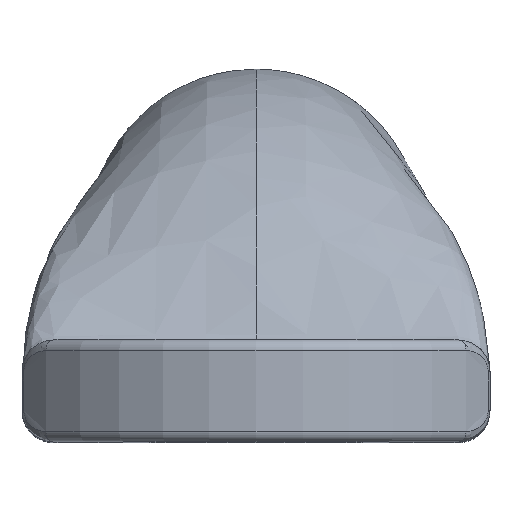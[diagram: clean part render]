
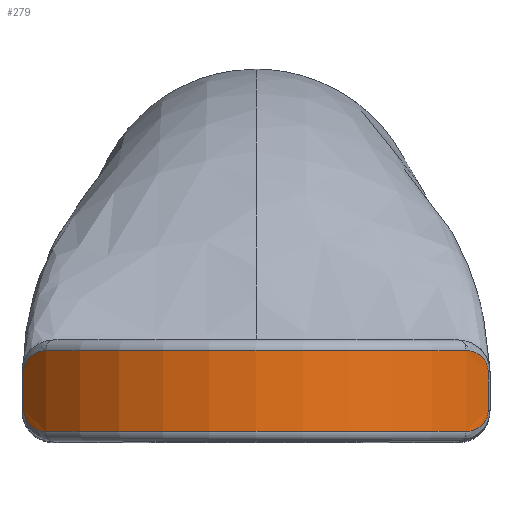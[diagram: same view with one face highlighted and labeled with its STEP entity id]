
A CAD part, top view. The second image highlights one B-rep face of the part: STEP entity #279.
In plain terms, the highlighted cylindrical face has radius 13.083 mm (diameter 26.167 mm), a partial arc.
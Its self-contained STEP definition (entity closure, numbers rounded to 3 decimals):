
#13 = ORIENTED_EDGE ( 'NONE', *, *, #8780, .T. ) ;
#46 = DIRECTION ( 'NONE',  ( -1., 0., 0. ) ) ;
#142 = VERTEX_POINT ( 'NONE', #6469 ) ;
#171 = VERTEX_POINT ( 'NONE', #9629 ) ;
#279 = ADVANCED_FACE ( 'NONE', ( #736 ), #5108, .T. ) ;
#369 = CARTESIAN_POINT ( 'NONE',  ( 10.917, -0.001, 19.127 ) ) ;
#535 = DIRECTION ( 'NONE',  ( 0., -1., 0. ) ) ;
#559 = CARTESIAN_POINT ( 'NONE',  ( -9.877, 4.3, 20.496 ) ) ;
#736 = FACE_OUTER_BOUND ( 'NONE', #3497, .T. ) ;
#750 = DIRECTION ( 'NONE',  ( 1., 0., 0. ) ) ;
#751 = CARTESIAN_POINT ( 'NONE',  ( 10.628, 0.798, 19.548 ) ) ;
#794 = EDGE_CURVE ( 'NONE', #3743, #9730, #4497, .T. ) ;
#796 = EDGE_CURVE ( 'NONE', #2126, #1281, #4981, .T. ) ;
#1253 = DIRECTION ( 'NONE',  ( 0., 1., 0. ) ) ;
#1273 = CARTESIAN_POINT ( 'NONE',  ( -10.329, 0.592, 19.949 ) ) ;
#1281 = VERTEX_POINT ( 'NONE', #4164 ) ;
#1283 = CARTESIAN_POINT ( 'NONE',  ( -10.917, 3.3, 19.127 ) ) ;
#1409 = CARTESIAN_POINT ( 'NONE',  ( -10.11, 0.519, 20.223 ) ) ;
#1499 = DIRECTION ( 'NONE',  ( 0., 1., 0. ) ) ;
#1605 = CARTESIAN_POINT ( 'NONE',  ( 10.904, 3.481, 19.147 ) ) ;
#1612 = ORIENTED_EDGE ( 'NONE', *, *, #6308, .T. ) ;
#1622 = CARTESIAN_POINT ( 'NONE',  ( 10.329, 4.208, 19.949 ) ) ;
#1710 = CARTESIAN_POINT ( 'NONE',  ( -10.628, 4.002, 19.548 ) ) ;
#1911 = CARTESIAN_POINT ( 'NONE',  ( -9.877, 0.5, 20.496 ) ) ;
#2126 = VERTEX_POINT ( 'NONE', #1911 ) ;
#2134 = CARTESIAN_POINT ( 'NONE',  ( -9.996, 0.5, 20.36 ) ) ;
#2280 = CARTESIAN_POINT ( 'NONE',  ( -9.877, 0.5, 20.496 ) ) ;
#2419 = VECTOR ( 'NONE', #1253, 1000. ) ;
#2424 = ORIENTED_EDGE ( 'NONE', *, *, #8075, .T. ) ;
#2512 = CARTESIAN_POINT ( 'NONE',  ( -10.33, 4.207, 19.948 ) ) ;
#2758 = CARTESIAN_POINT ( 'NONE',  ( -10.719, 0.894, 19.42 ) ) ;
#2797 = CARTESIAN_POINT ( 'NONE',  ( -10.904, 1.319, 19.147 ) ) ;
#2864 = CARTESIAN_POINT ( 'NONE',  ( 10.628, 4.002, 19.548 ) ) ;
#2979 = DIRECTION ( 'NONE',  ( 0., -1., 0. ) ) ;
#3052 = CARTESIAN_POINT ( 'NONE',  ( 10.33, 0.593, 19.948 ) ) ;
#3177 = B_SPLINE_CURVE_WITH_KNOTS ( 'NONE', 3,
 ( #5295, #4555, #1605, #5616, #9301, #9015, #2864, #6758, #1622, #9765, #6331, #4005 ),
 .UNSPECIFIED., .F., .F.,
 ( 4, 2, 2, 2, 2, 4 ),
 ( 0., 0., 0.001, 0.001, 0.002, 0.002 ),
 .UNSPECIFIED. ) ;
#3291 = CARTESIAN_POINT ( 'NONE',  ( -10.11, 4.281, 20.223 ) ) ;
#3367 = VERTEX_POINT ( 'NONE', #559 ) ;
#3402 = CARTESIAN_POINT ( 'NONE',  ( -9.996, 4.3, 20.36 ) ) ;
#3497 = EDGE_LOOP ( 'NONE', ( #7574, #7675, #3741, #4059, #13, #1612, #6161, #2424 ) ) ;
#3569 = CARTESIAN_POINT ( 'NONE',  ( -10.435, 0.647, 19.811 ) ) ;
#3637 = AXIS2_PLACEMENT_3D ( 'NONE', #3695, #2979, #750 ) ;
#3695 = CARTESIAN_POINT ( 'NONE',  ( 0., 4.3, 11.917 ) ) ;
#3741 = ORIENTED_EDGE ( 'NONE', *, *, #796, .T. ) ;
#3743 = VERTEX_POINT ( 'NONE', #1283 ) ;
#4005 = CARTESIAN_POINT ( 'NONE',  ( 9.877, 4.3, 20.496 ) ) ;
#4059 = ORIENTED_EDGE ( 'NONE', *, *, #8518, .T. ) ;
#4114 = CARTESIAN_POINT ( 'NONE',  ( -10.858, 3.642, 19.215 ) ) ;
#4164 = CARTESIAN_POINT ( 'NONE',  ( 9.877, 0.5, 20.496 ) ) ;
#4490 = LINE ( 'NONE', #369, #2419 ) ;
#4497 = LINE ( 'NONE', #7494, #6785 ) ;
#4555 = CARTESIAN_POINT ( 'NONE',  ( 10.917, 3.392, 19.127 ) ) ;
#4591 = CARTESIAN_POINT ( 'NONE',  ( 10.11, 0.519, 20.223 ) ) ;
#4628 = CARTESIAN_POINT ( 'NONE',  ( 10.904, 1.319, 19.147 ) ) ;
#4664 = CARTESIAN_POINT ( 'NONE',  ( 10.827, 1.085, 19.262 ) ) ;
#4818 = CIRCLE ( 'NONE', #3637, 13.083 ) ;
#4928 = CARTESIAN_POINT ( 'NONE',  ( -10.904, 3.481, 19.147 ) ) ;
#4967 = AXIS2_PLACEMENT_3D ( 'NONE', #8509, #1499, #6953 ) ;
#4981 = CIRCLE ( 'NONE', #7695, 13.083 ) ;
#5057 = CARTESIAN_POINT ( 'NONE',  ( 0., 0.5, 11.917 ) ) ;
#5108 = CYLINDRICAL_SURFACE ( 'NONE', #4967, 13.083 ) ;
#5295 = CARTESIAN_POINT ( 'NONE',  ( 10.917, 3.3, 19.127 ) ) ;
#5330 = CARTESIAN_POINT ( 'NONE',  ( 10.917, 1.5, 19.127 ) ) ;
#5332 = B_SPLINE_CURVE_WITH_KNOTS ( 'NONE', 3,
 ( #9121, #8543, #4591, #3052, #10033, #751, #6847, #4664, #6988, #4628, #7638, #9970 ),
 .UNSPECIFIED., .F., .F.,
 ( 4, 2, 2, 2, 2, 4 ),
 ( 0., 0.001, 0.001, 0.002, 0.002, 0.002 ),
 .UNSPECIFIED. ) ;
#5616 = CARTESIAN_POINT ( 'NONE',  ( 10.858, 3.642, 19.215 ) ) ;
#5842 = CARTESIAN_POINT ( 'NONE',  ( -10.827, 1.086, 19.262 ) ) ;
#5907 = CARTESIAN_POINT ( 'NONE',  ( -10.858, 1.158, 19.215 ) ) ;
#6112 = EDGE_CURVE ( 'NONE', #171, #3367, #4818, .T. ) ;
#6161 = ORIENTED_EDGE ( 'NONE', *, *, #6112, .T. ) ;
#6260 = VERTEX_POINT ( 'NONE', #5330 ) ;
#6308 = EDGE_CURVE ( 'NONE', #142, #171, #3177, .T. ) ;
#6331 = CARTESIAN_POINT ( 'NONE',  ( 9.996, 4.3, 20.36 ) ) ;
#6338 = CARTESIAN_POINT ( 'NONE',  ( -10.827, 3.715, 19.262 ) ) ;
#6469 = CARTESIAN_POINT ( 'NONE',  ( 10.917, 3.3, 19.127 ) ) ;
#6758 = CARTESIAN_POINT ( 'NONE',  ( 10.435, 4.153, 19.811 ) ) ;
#6785 = VECTOR ( 'NONE', #535, 1000. ) ;
#6847 = CARTESIAN_POINT ( 'NONE',  ( 10.719, 0.894, 19.42 ) ) ;
#6953 = DIRECTION ( 'NONE',  ( -1., 0., 0. ) ) ;
#6988 = CARTESIAN_POINT ( 'NONE',  ( 10.858, 1.158, 19.215 ) ) ;
#7166 = CARTESIAN_POINT ( 'NONE',  ( -10.719, 3.906, 19.42 ) ) ;
#7439 = CARTESIAN_POINT ( 'NONE',  ( -10.917, 1.408, 19.127 ) ) ;
#7494 = CARTESIAN_POINT ( 'NONE',  ( -10.917, -0.001, 19.127 ) ) ;
#7574 = ORIENTED_EDGE ( 'NONE', *, *, #794, .T. ) ;
#7638 = CARTESIAN_POINT ( 'NONE',  ( 10.917, 1.408, 19.127 ) ) ;
#7675 = ORIENTED_EDGE ( 'NONE', *, *, #9110, .T. ) ;
#7695 = AXIS2_PLACEMENT_3D ( 'NONE', #5057, #8913, #46 ) ;
#7908 = CARTESIAN_POINT ( 'NONE',  ( -10.917, 3.392, 19.127 ) ) ;
#8075 = EDGE_CURVE ( 'NONE', #3367, #3743, #9154, .T. ) ;
#8184 = CARTESIAN_POINT ( 'NONE',  ( -10.628, 0.798, 19.548 ) ) ;
#8509 = CARTESIAN_POINT ( 'NONE',  ( 0., -0.001, 11.917 ) ) ;
#8518 = EDGE_CURVE ( 'NONE', #1281, #6260, #5332, .T. ) ;
#8543 = CARTESIAN_POINT ( 'NONE',  ( 9.996, 0.5, 20.36 ) ) ;
#8744 = CARTESIAN_POINT ( 'NONE',  ( -9.877, 4.3, 20.496 ) ) ;
#8780 = EDGE_CURVE ( 'NONE', #6260, #142, #4490, .T. ) ;
#8818 = CARTESIAN_POINT ( 'NONE',  ( -10.917, 3.3, 19.127 ) ) ;
#8913 = DIRECTION ( 'NONE',  ( 0., 1., 0. ) ) ;
#9015 = CARTESIAN_POINT ( 'NONE',  ( 10.719, 3.906, 19.42 ) ) ;
#9110 = EDGE_CURVE ( 'NONE', #9730, #2126, #9365, .T. ) ;
#9121 = CARTESIAN_POINT ( 'NONE',  ( 9.877, 0.5, 20.496 ) ) ;
#9154 = B_SPLINE_CURVE_WITH_KNOTS ( 'NONE', 3,
 ( #8744, #3402, #3291, #2512, #9493, #1710, #7166, #6338, #4114, #4928, #7908, #8818 ),
 .UNSPECIFIED., .F., .F.,
 ( 4, 2, 2, 2, 2, 4 ),
 ( 0., 0.001, 0.001, 0.002, 0.002, 0.002 ),
 .UNSPECIFIED. ) ;
#9301 = CARTESIAN_POINT ( 'NONE',  ( 10.827, 3.714, 19.262 ) ) ;
#9365 = B_SPLINE_CURVE_WITH_KNOTS ( 'NONE', 3,
 ( #9411, #7439, #2797, #5907, #5842, #2758, #8184, #3569, #1273, #1409, #2134, #2280 ),
 .UNSPECIFIED., .F., .F.,
 ( 4, 2, 2, 2, 2, 4 ),
 ( 0., 0., 0.001, 0.001, 0.002, 0.002 ),
 .UNSPECIFIED. ) ;
#9393 = CARTESIAN_POINT ( 'NONE',  ( -10.917, 1.5, 19.127 ) ) ;
#9411 = CARTESIAN_POINT ( 'NONE',  ( -10.917, 1.5, 19.127 ) ) ;
#9493 = CARTESIAN_POINT ( 'NONE',  ( -10.435, 4.152, 19.81 ) ) ;
#9629 = CARTESIAN_POINT ( 'NONE',  ( 9.877, 4.3, 20.496 ) ) ;
#9730 = VERTEX_POINT ( 'NONE', #9393 ) ;
#9765 = CARTESIAN_POINT ( 'NONE',  ( 10.11, 4.281, 20.223 ) ) ;
#9970 = CARTESIAN_POINT ( 'NONE',  ( 10.917, 1.5, 19.127 ) ) ;
#10033 = CARTESIAN_POINT ( 'NONE',  ( 10.435, 0.648, 19.81 ) ) ;
